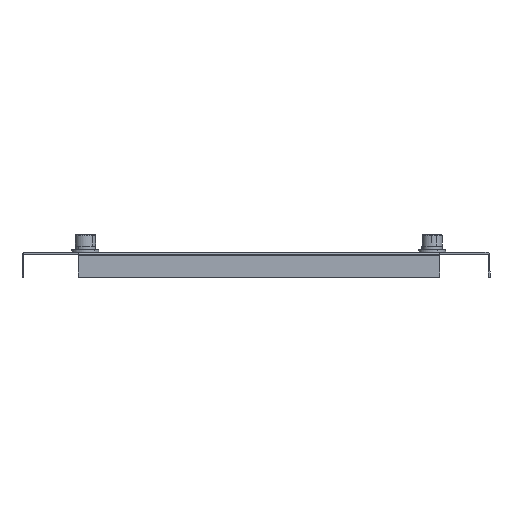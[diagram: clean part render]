
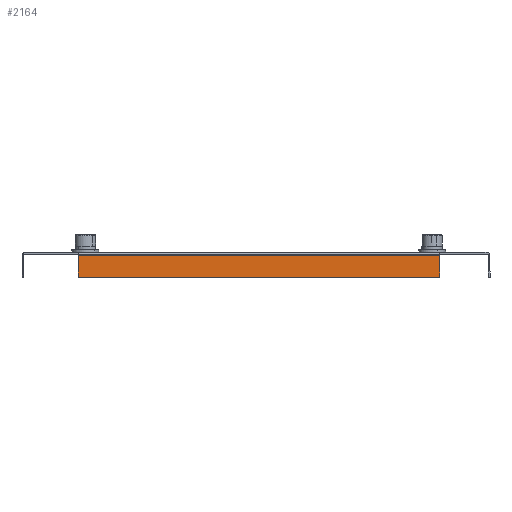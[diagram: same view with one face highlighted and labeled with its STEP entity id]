
A CAD part, left-side view. The second image highlights one B-rep face of the part: STEP entity #2164.
In plain terms, the highlighted planar face has unit normal (-1, 0, 0).
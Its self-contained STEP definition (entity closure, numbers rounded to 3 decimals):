
#39 = ORIENTED_EDGE ( 'NONE', *, *, #3856, .F. ) ;
#64 = CARTESIAN_POINT ( 'NONE',  ( -404.5, 158.65, -22. ) ) ;
#388 = LINE ( 'NONE', #974, #1414 ) ;
#528 = FACE_OUTER_BOUND ( 'NONE', #2445, .T. ) ;
#595 = CARTESIAN_POINT ( 'NONE',  ( -404.5, 0., -2.8 ) ) ;
#974 = CARTESIAN_POINT ( 'NONE',  ( -404.5, 158.65, -22. ) ) ;
#1062 = DIRECTION ( 'NONE',  ( 0., 0., 1. ) ) ;
#1078 = VERTEX_POINT ( 'NONE', #64 ) ;
#1116 = DIRECTION ( 'NONE',  ( 0., 0., 1. ) ) ;
#1249 = CARTESIAN_POINT ( 'NONE',  ( -404.5, -161.85, -2.8 ) ) ;
#1360 = EDGE_CURVE ( 'NONE', #2026, #2105, #2964, .T. ) ;
#1414 = VECTOR ( 'NONE', #3351, 1000. ) ;
#1623 = EDGE_CURVE ( 'NONE', #2026, #2731, #3486, .T. ) ;
#1647 = CARTESIAN_POINT ( 'NONE',  ( -404.5, -161.85, -22. ) ) ;
#1694 = LINE ( 'NONE', #3479, #2368 ) ;
#1840 = VECTOR ( 'NONE', #2844, 1000. ) ;
#2005 = DIRECTION ( 'NONE',  ( 0., 1., 0. ) ) ;
#2026 = VERTEX_POINT ( 'NONE', #1249 ) ;
#2064 = EDGE_CURVE ( 'NONE', #2731, #1078, #388, .T. ) ;
#2105 = VERTEX_POINT ( 'NONE', #2226 ) ;
#2108 = CARTESIAN_POINT ( 'NONE',  ( -404.5, -161.85, -22. ) ) ;
#2164 = ADVANCED_FACE ( 'NONE', ( #528 ), #3455, .T. ) ;
#2226 = CARTESIAN_POINT ( 'NONE',  ( -404.5, 158.65, -2.8 ) ) ;
#2368 = VECTOR ( 'NONE', #1062, 1000. ) ;
#2428 = AXIS2_PLACEMENT_3D ( 'NONE', #2545, #3222, #1116 ) ;
#2445 = EDGE_LOOP ( 'NONE', ( #3166, #3393, #39, #3483 ) ) ;
#2545 = CARTESIAN_POINT ( 'NONE',  ( -404.5, 0., 0. ) ) ;
#2731 = VERTEX_POINT ( 'NONE', #2108 ) ;
#2844 = DIRECTION ( 'NONE',  ( 0., 0., -1. ) ) ;
#2964 = LINE ( 'NONE', #595, #3247 ) ;
#3166 = ORIENTED_EDGE ( 'NONE', *, *, #1623, .F. ) ;
#3222 = DIRECTION ( 'NONE',  ( -1., 0., 0. ) ) ;
#3247 = VECTOR ( 'NONE', #2005, 1000. ) ;
#3351 = DIRECTION ( 'NONE',  ( 0., 1., 0. ) ) ;
#3393 = ORIENTED_EDGE ( 'NONE', *, *, #1360, .T. ) ;
#3455 = PLANE ( 'NONE',  #2428 ) ;
#3479 = CARTESIAN_POINT ( 'NONE',  ( -404.5, 158.65, -1.5 ) ) ;
#3483 = ORIENTED_EDGE ( 'NONE', *, *, #2064, .F. ) ;
#3486 = LINE ( 'NONE', #1647, #1840 ) ;
#3856 = EDGE_CURVE ( 'NONE', #1078, #2105, #1694, .T. ) ;
